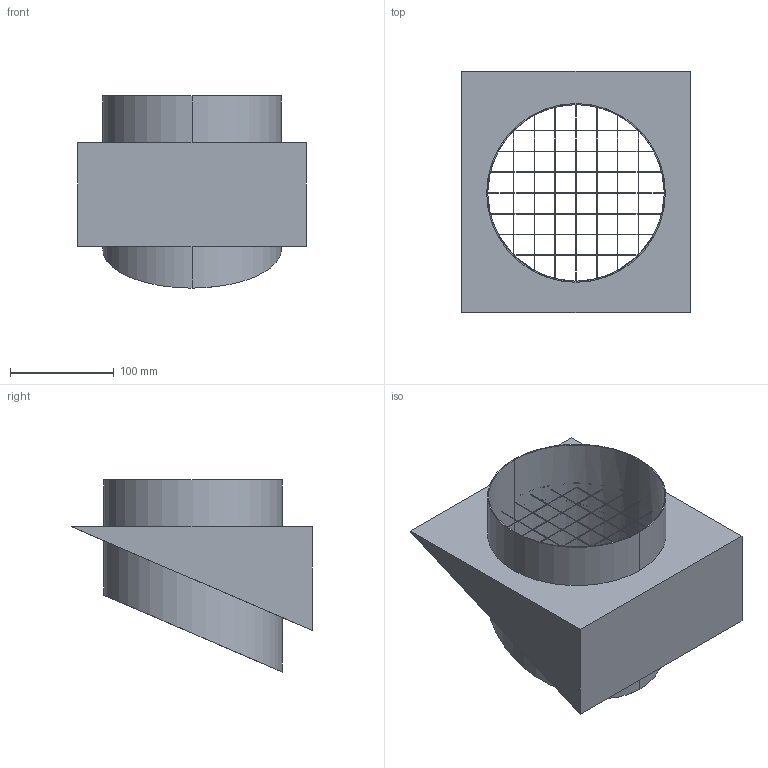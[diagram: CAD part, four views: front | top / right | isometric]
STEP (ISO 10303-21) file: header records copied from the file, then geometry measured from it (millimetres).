
FILE_DESCRIPTION (( 'STEP AP214' ), '1' );
FILE_NAME ('KW-FL 16.STEP', '2020-06-03T09:56:44', ( '' ), ( '' ), 'SwSTEP 2.0', 'SolidWorks 2017', '' );
FILE_SCHEMA (( 'AUTOMOTIVE_DESIGN' ));
Length unit declared in the file: millimetre
Products named in the file (1): KW-FL 16
Bounding box: 220 x 232 x 185 mm (x, y, z)
Volume: 180348.9 mm3; surface area: 363629.7 mm2
Topology: 1 solids, 2 shells, 238 faces, 768 edges, 512 vertices
Faces by surface type: plane 230, cylinder 8
Entity records: 8608 total; most frequent: CARTESIAN_POINT 1543, ORIENTED_EDGE 1536, DIRECTION 1298, EDGE_CURVE 768, LINE 700, VECTOR 700, VERTEX_POINT 512, EDGE_LOOP 338
